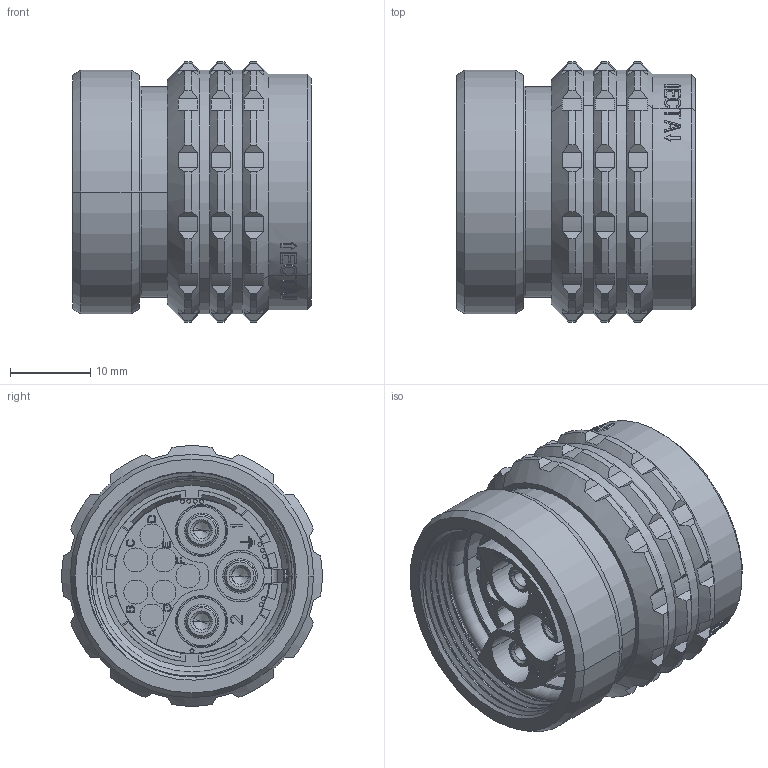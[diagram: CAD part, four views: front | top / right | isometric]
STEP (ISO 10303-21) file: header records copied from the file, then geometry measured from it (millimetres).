
FILE_DESCRIPTION((''),'2;1');
FILE_NAME('1331M410AFS','2024-08-22T15:12:30',('paultorloting'),('NET AG system integration'),'CREO PARAMETRIC BY PTC INC, 2021404','CREO PARAMETRIC BY PTC INC, 2021404','');
FILE_SCHEMA(('AUTOMOTIVE_DESIGN { 1 0 10303 214 1 1 1 1 }'));
Length unit declared in the file: millimetre
Products named in the file (1): 1331M410AFS
Bounding box: 29.8 x 32.46 x 32.46 mm (x, y, z)
Volume: 14270.2 mm3; surface area: 13611.5 mm2
Topology: 1 solids, 3 shells, 1674 faces, 4488 edges, 2937 vertices
Faces by surface type: plane 1037, cylinder 415, torus 103, cone 101, sphere 12, bspline 6
Entity records: 74976 total; most frequent: CARTESIAN_POINT 21512, ORIENTED_EDGE 8928, DIRECTION 8415, EDGE_CURVE 4464, VERTEX_POINT 2937, AXIS2_PLACEMENT_3D 2879, VECTOR 2654, LINE 2654
